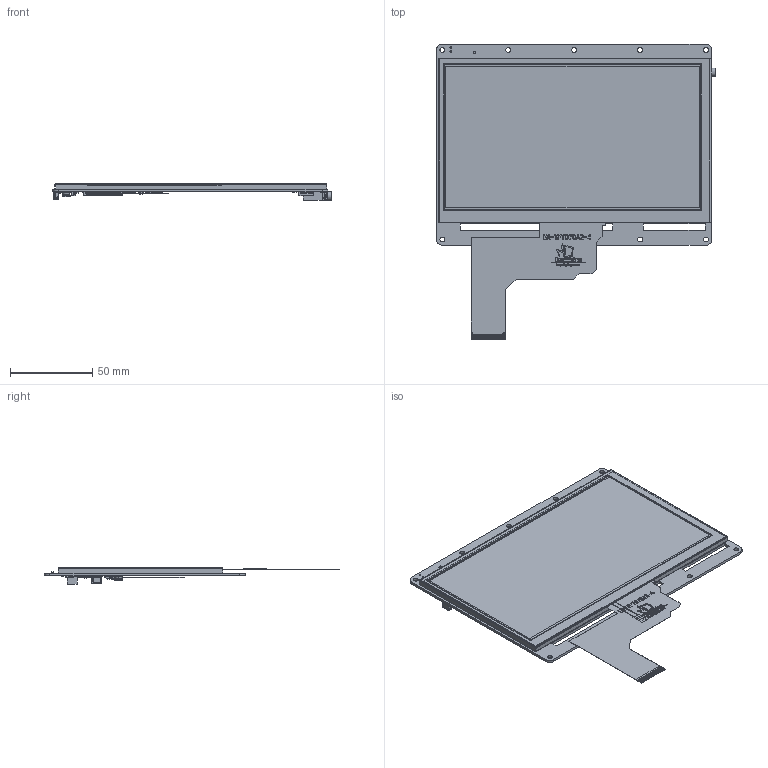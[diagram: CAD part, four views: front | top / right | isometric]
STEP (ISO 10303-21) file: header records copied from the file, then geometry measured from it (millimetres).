
FILE_DESCRIPTION(('Open CASCADE Model'),'2;1');
FILE_NAME('Open CASCADE Shape Model','2025-04-04T12:20:44',('Author'),( 'Open CASCADE'),'Open CASCADE STEP processor 7.5','Open CASCADE 7.5' ,'Unknown');
FILE_SCHEMA(('AUTOMOTIVE_DESIGN { 1 0 10303 214 1 1 1 1 }'));
Length unit declared in the file: millimetre
Products named in the file (143): PCB; Board; Open CASCADE STEP translator 7.5 2.1.1; Q1; Crystal 3225; C20; C0402; C19; R10; User Library-R SMD 0402; User Library-R SMD 0402_0402 BODY; User Library-R SMD 0402_0402 PAD; User Library-R SMD 0402_0402 OPIS; C18; R9; R8; R7; J3; 6248191120; Cylinder; 6248190880; 6248190720; Extruded; 6248190400; C17; Cap_AVX_04025C472KAT2A_eec; terminals; body; logo; C16; C15; C14; 6248192320; 6248192080; C13; C12; C11; C10; 0805 SMD Capacitor; U4 ...
Assembly tree (472 placements, depth 4):
  PCB
    Board
      Open CASCADE STEP translator 7.5 2.1.1
    Q1
      Crystal 3225
    C20
      C0402
    C19
      C0402
    R10
      User Library-R SMD 0402
        User Library-R SMD 0402_0402 BODY
        User Library-R SMD 0402_0402 PAD  x2
        User Library-R SMD 0402_0402 OPIS
    C18
      C0402
    R9
      User Library-R SMD 0402
        User Library-R SMD 0402_0402 BODY
        User Library-R SMD 0402_0402 PAD  x2
        User Library-R SMD 0402_0402 OPIS
    R8
      User Library-R SMD 0402
        User Library-R SMD 0402_0402 BODY
        User Library-R SMD 0402_0402 PAD  x2
        User Library-R SMD 0402_0402 OPIS
    R7
      User Library-R SMD 0402
        User Library-R SMD 0402_0402 BODY
        User Library-R SMD 0402_0402 PAD  x2
        User Library-R SMD 0402_0402 OPIS
    J3
      6248191120  x2
        Cylinder
      6248190880
        Cylinder
      6248190720
        Extruded
      6248190400
        Cylinder
    C17
      Cap_AVX_04025C472KAT2A_eec
        terminals
        body
        logo
    C16
      Cap_AVX_04025C472KAT2A_eec
        terminals
        body
        logo
    C15
      Cap_AVX_04025C472KAT2A_eec
        terminals
        body
        logo
    C14
      6248192320  x2
        Extruded
      6248192080
        Extruded
Bounding box: 169.2 x 179.39 x 9.8 mm (x, y, z)
Volume: 87711.5 mm3; surface area: 128070.2 mm2
Topology: 537 solids, 537 shells, 8383 faces, 22173 edges, 16373 vertices
Faces by surface type: plane 6169, cylinder 1233, bspline 833, revolution 80, sphere 64, torus 4
Full cylindrical faces by diameter (mm): 1.016 x2, 1.5 x2, 1.6 x2, 3 x10, 3.6 x1, 5 x1
Entity records: 174853 total; most frequent: CARTESIAN_POINT 44835, ORIENTED_EDGE 22934, DIRECTION 22066, LINE 11504, VECTOR 11504, EDGE_CURVE 11467, VERTEX_POINT 7577, AXIS2_PLACEMENT_3D 5277
